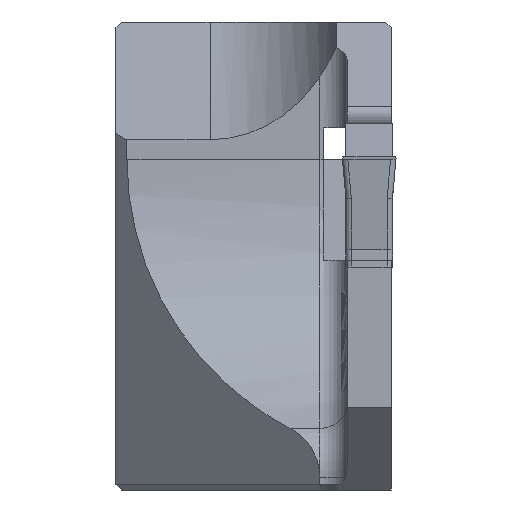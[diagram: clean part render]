
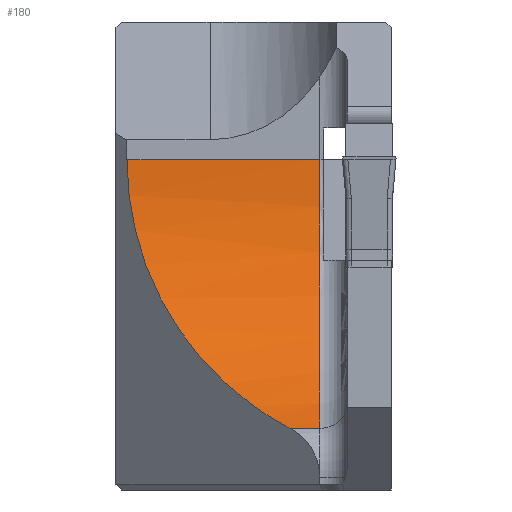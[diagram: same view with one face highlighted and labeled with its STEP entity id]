
A CAD part, left-side view. The second image highlights one B-rep face of the part: STEP entity #180.
In plain terms, the highlighted cylindrical face has radius 11 mm (diameter 22 mm), a partial arc.
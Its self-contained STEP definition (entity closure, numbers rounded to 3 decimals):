
#81=CYLINDRICAL_SURFACE('',#1422,11.);
#106=ELLIPSE('',#1420,15.556,11.);
#124=CIRCLE('',#1421,11.);
#180=ADVANCED_FACE('',(#295),#81,.F.);
#295=FACE_OUTER_BOUND('',#365,.T.);
#365=EDGE_LOOP('',(#655,#656,#657,#658));
#655=ORIENTED_EDGE('',*,*,#1037,.T.);
#656=ORIENTED_EDGE('',*,*,#1002,.F.);
#657=ORIENTED_EDGE('',*,*,#1038,.T.);
#658=ORIENTED_EDGE('',*,*,#1039,.T.);
#851=VERTEX_POINT('',#2076);
#852=VERTEX_POINT('',#2077);
#871=VERTEX_POINT('',#2155);
#872=VERTEX_POINT('',#2157);
#1002=EDGE_CURVE('',#851,#852,#1158,.T.);
#1037=EDGE_CURVE('',#871,#852,#106,.T.);
#1038=EDGE_CURVE('',#851,#872,#124,.T.);
#1039=EDGE_CURVE('',#872,#871,#1183,.T.);
#1158=LINE('',#2075,#1291);
#1183=LINE('',#2158,#1316);
#1291=VECTOR('',#1675,1.);
#1316=VECTOR('',#1740,1.);
#1420=AXIS2_PLACEMENT_3D('',#2154,#1736,#1737);
#1421=AXIS2_PLACEMENT_3D('',#2156,#1738,#1739);
#1422=AXIS2_PLACEMENT_3D('',#2159,#1741,#1742);
#1675=DIRECTION('',(0.,1.,0.));
#1736=DIRECTION('',(-0.707,0.707,0.));
#1737=DIRECTION('',(-0.707,-0.707,0.));
#1738=DIRECTION('',(0.,-1.,0.));
#1739=DIRECTION('',(0.,0.,1.));
#1740=DIRECTION('',(0.,1.,0.));
#1741=DIRECTION('',(0.,-1.,0.));
#1742=DIRECTION('',(0.,0.,-1.));
#2075=CARTESIAN_POINT('',(5.077,26.65,-9.758));
#2076=CARTESIAN_POINT('',(5.077,2.6,-9.758));
#2077=CARTESIAN_POINT('',(5.077,3.677,-9.758));
#2154=CARTESIAN_POINT('',(0.,-1.4,0.));
#2155=CARTESIAN_POINT('',(11.,9.6,0.));
#2156=CARTESIAN_POINT('',(0.,2.6,0.));
#2157=CARTESIAN_POINT('',(11.,2.6,0.));
#2158=CARTESIAN_POINT('',(11.,26.65,0.));
#2159=CARTESIAN_POINT('',(0.,26.65,0.));
